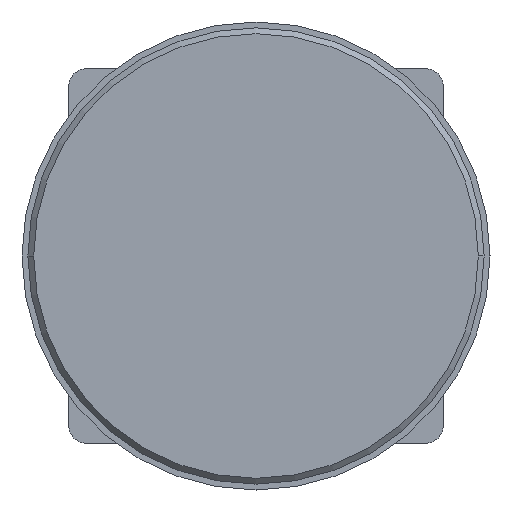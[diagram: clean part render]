
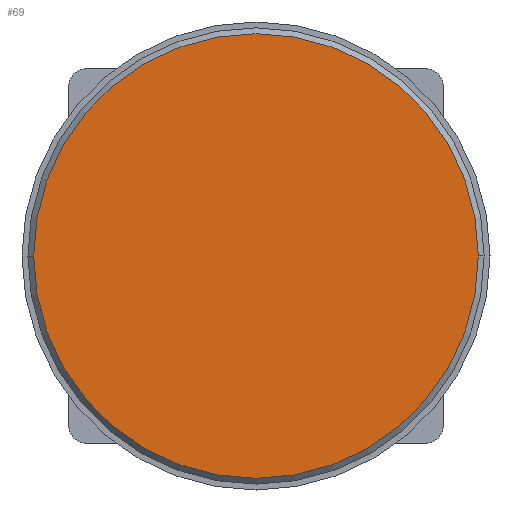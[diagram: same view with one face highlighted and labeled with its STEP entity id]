
A CAD part, front view. The second image highlights one B-rep face of the part: STEP entity #69.
In plain terms, the highlighted planar face has unit normal (0, -1, 0).
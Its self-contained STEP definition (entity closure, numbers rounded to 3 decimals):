
#64 = VERTEX_POINT ( 'NONE', #272 ) ;
#69 = ADVANCED_FACE ( 'NONE', ( #858 ), #635, .F. ) ;
#104 = VERTEX_POINT ( 'NONE', #112 ) ;
#112 = CARTESIAN_POINT ( 'NONE',  ( 38., 0., 0. ) ) ;
#124 = DIRECTION ( 'NONE',  ( -1., 0., 0. ) ) ;
#135 = ORIENTED_EDGE ( 'NONE', *, *, #345, .T. ) ;
#168 = AXIS2_PLACEMENT_3D ( 'NONE', #675, #382, #472 ) ;
#170 = DIRECTION ( 'NONE',  ( 0., -1., 0. ) ) ;
#239 = CARTESIAN_POINT ( 'NONE',  ( 0., 0., 0. ) ) ;
#272 = CARTESIAN_POINT ( 'NONE',  ( -38., 0., 0. ) ) ;
#273 = AXIS2_PLACEMENT_3D ( 'NONE', #911, #791, #124 ) ;
#305 = EDGE_CURVE ( 'NONE', #64, #104, #307, .T. ) ;
#307 = CIRCLE ( 'NONE', #340, 38. ) ;
#340 = AXIS2_PLACEMENT_3D ( 'NONE', #239, #170, #759 ) ;
#345 = EDGE_CURVE ( 'NONE', #104, #64, #463, .T. ) ;
#382 = DIRECTION ( 'NONE',  ( 0., -1., 0. ) ) ;
#463 = CIRCLE ( 'NONE', #168, 38. ) ;
#472 = DIRECTION ( 'NONE',  ( -1., 0., 0. ) ) ;
#524 = EDGE_LOOP ( 'NONE', ( #636, #135 ) ) ;
#635 = PLANE ( 'NONE',  #273 ) ;
#636 = ORIENTED_EDGE ( 'NONE', *, *, #305, .T. ) ;
#675 = CARTESIAN_POINT ( 'NONE',  ( 0., 0., 0. ) ) ;
#759 = DIRECTION ( 'NONE',  ( -1., 0., 0. ) ) ;
#791 = DIRECTION ( 'NONE',  ( 0., 1., 0. ) ) ;
#858 = FACE_OUTER_BOUND ( 'NONE', #524, .T. ) ;
#911 = CARTESIAN_POINT ( 'NONE',  ( 0., 0., 0. ) ) ;
